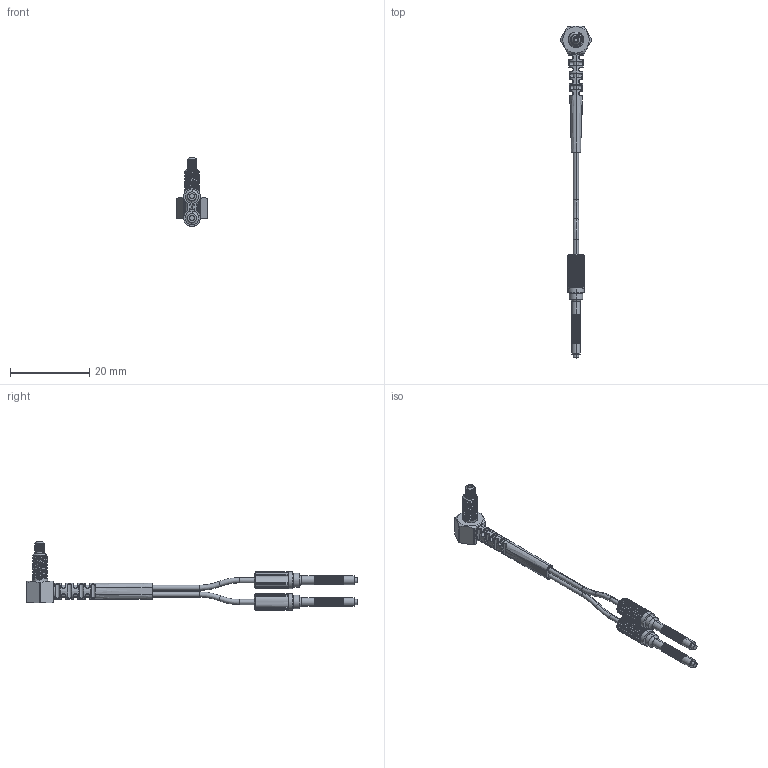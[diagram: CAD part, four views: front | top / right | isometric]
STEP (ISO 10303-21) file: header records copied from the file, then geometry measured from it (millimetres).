
FILE_DESCRIPTION((''),'2;1');
FILE_NAME('PRC4Y10TZ_ASM','2020-06-09T17:43:04',('Administrator'),(''),'CREO PARAMETRIC BY PTC INC, 2018400','CREO PARAMETRIC BY PTC INC, 2018400','');
FILE_SCHEMA(('AUTOMOTIVE_DESIGN { 1 0 10303 214 1 1 1 1 }'));
Length unit declared in the file: millimetre
Products named in the file (6): M4-900; 13XXX__; PRM3-13___; JW22_13___; 13XIAN_ASM; PRC4Y10TZ_ASM
Assembly tree (6 placements, depth 3):
  PRC4Y10TZ_ASM
    M4-900
    13XIAN_ASM
      13XXX__
      PRM3-13___
      JW22_13___  x2
Bounding box: 7.99 x 84 x 17.35 mm (x, y, z)
Volume: 918.6 mm3; surface area: 2611.4 mm2
Topology: 7 solids, 7 shells, 1160 faces, 2836 edges, 1694 vertices
Faces by surface type: cylinder 445, plane 268, bspline 223, torus 162, extrusion 46, cone 16
Entity records: 42768 total; most frequent: CARTESIAN_POINT 22811, ORIENTED_EDGE 3900, DIRECTION 3220, EDGE_CURVE 1950, AXIS2_PLACEMENT_3D 1383, VERTEX_POINT 1172, CIRCLE 844, PRESENTATION_STYLE_ASSIGNMENT 837
